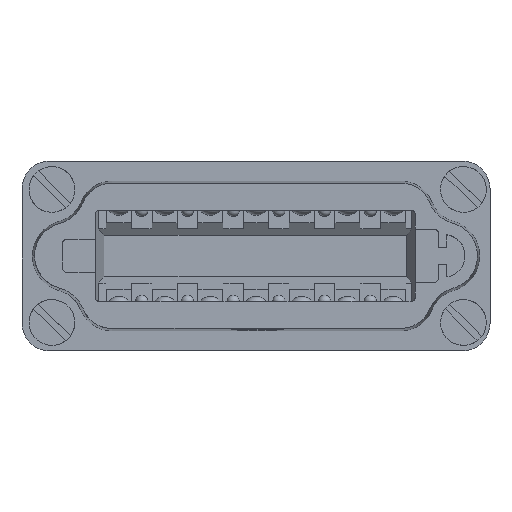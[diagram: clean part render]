
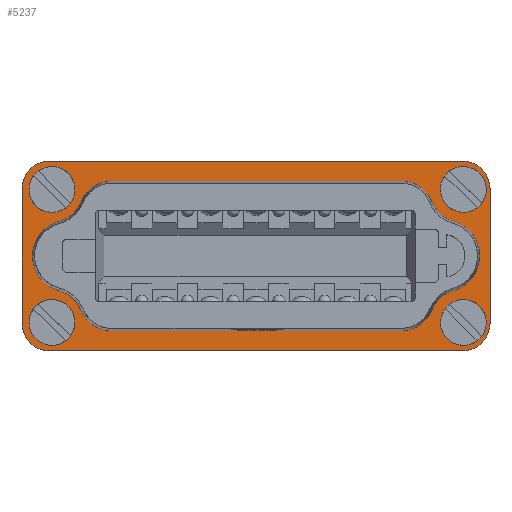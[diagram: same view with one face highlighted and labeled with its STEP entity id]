
A CAD part, top view. The second image highlights one B-rep face of the part: STEP entity #5237.
In plain terms, the highlighted planar face has unit normal (0, 0, 1).
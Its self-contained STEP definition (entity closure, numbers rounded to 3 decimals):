
#5237=ADVANCED_FACE('',(#5942,#5943,#5944,#5945,#5946,#5947),#5732,.T.);
#5732=PLANE('',#17993);
#5942=FACE_BOUND('',#6587,.T.);
#5943=FACE_BOUND('',#6588,.T.);
#5944=FACE_BOUND('',#6589,.T.);
#5945=FACE_BOUND('',#6590,.T.);
#5946=FACE_BOUND('',#6591,.T.);
#5947=FACE_BOUND('',#6592,.T.);
#6587=EDGE_LOOP('',(#9233));
#6588=EDGE_LOOP('',(#9234));
#6589=EDGE_LOOP('',(#9235));
#6590=EDGE_LOOP('',(#9236));
#6591=EDGE_LOOP('',(#9237,#9238,#9239,#9240,#9241,#9242,#9243,#9244,#9245,
#9246,#9247,#9248,#9249));
#6592=EDGE_LOOP('',(#9250,#9251,#9252,#9253,#9254,#9255,#9256,#9257));
#9233=ORIENTED_EDGE('',*,*,#12773,.F.);
#9234=ORIENTED_EDGE('',*,*,#12774,.F.);
#9235=ORIENTED_EDGE('',*,*,#12775,.F.);
#9236=ORIENTED_EDGE('',*,*,#12776,.F.);
#9237=ORIENTED_EDGE('',*,*,#12482,.T.);
#9238=ORIENTED_EDGE('',*,*,#12478,.T.);
#9239=ORIENTED_EDGE('',*,*,#12476,.T.);
#9240=ORIENTED_EDGE('',*,*,#11564,.T.);
#9241=ORIENTED_EDGE('',*,*,#12473,.T.);
#9242=ORIENTED_EDGE('',*,*,#12471,.T.);
#9243=ORIENTED_EDGE('',*,*,#12467,.T.);
#9244=ORIENTED_EDGE('',*,*,#12464,.T.);
#9245=ORIENTED_EDGE('',*,*,#12461,.T.);
#9246=ORIENTED_EDGE('',*,*,#12459,.T.);
#9247=ORIENTED_EDGE('',*,*,#12456,.T.);
#9248=ORIENTED_EDGE('',*,*,#12453,.T.);
#9249=ORIENTED_EDGE('',*,*,#12484,.T.);
#9250=ORIENTED_EDGE('',*,*,#12772,.T.);
#9251=ORIENTED_EDGE('',*,*,#12758,.T.);
#9252=ORIENTED_EDGE('',*,*,#12761,.T.);
#9253=ORIENTED_EDGE('',*,*,#12764,.T.);
#9254=ORIENTED_EDGE('',*,*,#12765,.F.);
#9255=ORIENTED_EDGE('',*,*,#12752,.T.);
#9256=ORIENTED_EDGE('',*,*,#12749,.T.);
#9257=ORIENTED_EDGE('',*,*,#12745,.T.);
#10421=VERTEX_POINT('',#22146);
#10422=VERTEX_POINT('',#22148);
#11065=VERTEX_POINT('',#24313);
#11066=VERTEX_POINT('',#24315);
#11068=VERTEX_POINT('',#24326);
#11070=VERTEX_POINT('',#24334);
#11071=VERTEX_POINT('',#24343);
#11073=VERTEX_POINT('',#24356);
#11075=VERTEX_POINT('',#24370);
#11078=VERTEX_POINT('',#24378);
#11080=VERTEX_POINT('',#24389);
#11081=VERTEX_POINT('',#24400);
#11084=VERTEX_POINT('',#24421);
#11223=VERTEX_POINT('',#25307);
#11224=VERTEX_POINT('',#25308);
#11227=VERTEX_POINT('',#25316);
#11229=VERTEX_POINT('',#25322);
#11232=VERTEX_POINT('',#25329);
#11234=VERTEX_POINT('',#25333);
#11236=VERTEX_POINT('',#25339);
#11238=VERTEX_POINT('',#25345);
#11243=VERTEX_POINT('',#25364);
#11244=VERTEX_POINT('',#25366);
#11245=VERTEX_POINT('',#25368);
#11246=VERTEX_POINT('',#25370);
#11564=EDGE_CURVE('',#10422,#10421,#14266,.T.);
#12453=EDGE_CURVE('',#11066,#11065,#13643,.T.);
#12456=EDGE_CURVE('',#11068,#11066,#14854,.T.);
#12459=EDGE_CURVE('',#11070,#11068,#13644,.T.);
#12461=EDGE_CURVE('',#11071,#11070,#13645,.T.);
#12464=EDGE_CURVE('',#11073,#11071,#13646,.T.);
#12467=EDGE_CURVE('',#11075,#11073,#13647,.T.);
#12471=EDGE_CURVE('',#11078,#11075,#13650,.T.);
#12473=EDGE_CURVE('',#10421,#11078,#13651,.T.);
#12476=EDGE_CURVE('',#11080,#10422,#13653,.T.);
#12478=EDGE_CURVE('',#11081,#11080,#13654,.T.);
#12482=EDGE_CURVE('',#11084,#11081,#13655,.T.);
#12484=EDGE_CURVE('',#11065,#11084,#13656,.T.);
#12745=EDGE_CURVE('',#11223,#11224,#13746,.T.);
#12749=EDGE_CURVE('',#11227,#11223,#15002,.T.);
#12752=EDGE_CURVE('',#11229,#11227,#13748,.T.);
#12758=EDGE_CURVE('',#11232,#11234,#13751,.T.);
#12761=EDGE_CURVE('',#11234,#11236,#15010,.T.);
#12764=EDGE_CURVE('',#11236,#11238,#13753,.T.);
#12765=EDGE_CURVE('',#11229,#11238,#15012,.T.);
#12772=EDGE_CURVE('',#11224,#11232,#15015,.T.);
#12773=EDGE_CURVE('',#11243,#11243,#13758,.T.);
#12774=EDGE_CURVE('',#11244,#11244,#13759,.T.);
#12775=EDGE_CURVE('',#11245,#11245,#13760,.T.);
#12776=EDGE_CURVE('',#11246,#11246,#13761,.T.);
#13643=CIRCLE('',#17750,4.);
#13644=CIRCLE('',#17752,4.);
#13645=CIRCLE('',#17753,4.);
#13646=CIRCLE('',#17754,4.316);
#13647=CIRCLE('',#17755,4.316);
#13650=CIRCLE('',#17759,4.);
#13651=CIRCLE('',#17761,4.);
#13653=CIRCLE('',#17764,4.);
#13654=CIRCLE('',#17765,4.);
#13655=CIRCLE('',#17766,4.328);
#13656=CIRCLE('',#17767,4.);
#13746=CIRCLE('',#17968,3.3);
#13748=CIRCLE('',#17972,3.3);
#13751=CIRCLE('',#17976,3.3);
#13753=CIRCLE('',#17980,3.3);
#13758=CIRCLE('',#17989,2.6);
#13759=CIRCLE('',#17990,2.6);
#13760=CIRCLE('',#17991,2.6);
#13761=CIRCLE('',#17992,2.6);
#14266=LINE('',#22147,#15368);
#14854=LINE('',#24325,#15956);
#15002=LINE('',#25315,#16104);
#15010=LINE('',#25340,#16112);
#15012=LINE('',#25348,#16114);
#15015=LINE('',#25361,#16117);
#15368=VECTOR('',#18522,1.);
#15956=VECTOR('',#20114,1.);
#16104=VECTOR('',#20706,1.);
#16112=VECTOR('',#20728,1.);
#16114=VECTOR('',#20738,1.);
#16117=VECTOR('',#20753,1.);
#17750=AXIS2_PLACEMENT_3D('',#24314,#20110,#20111);
#17752=AXIS2_PLACEMENT_3D('',#24333,#20118,#20119);
#17753=AXIS2_PLACEMENT_3D('',#24342,#20121,#20122);
#17754=AXIS2_PLACEMENT_3D('',#24355,#20124,#20125);
#17755=AXIS2_PLACEMENT_3D('',#24369,#20126,#20127);
#17759=AXIS2_PLACEMENT_3D('',#24377,#20135,#20136);
#17761=AXIS2_PLACEMENT_3D('',#24381,#20140,#20141);
#17764=AXIS2_PLACEMENT_3D('',#24388,#20146,#20147);
#17765=AXIS2_PLACEMENT_3D('',#24399,#20149,#20150);
#17766=AXIS2_PLACEMENT_3D('',#24420,#20152,#20153);
#17767=AXIS2_PLACEMENT_3D('',#24433,#20155,#20156);
#17968=AXIS2_PLACEMENT_3D('',#25306,#20698,#20699);
#17972=AXIS2_PLACEMENT_3D('',#25321,#20711,#20712);
#17976=AXIS2_PLACEMENT_3D('',#25334,#20722,#20723);
#17980=AXIS2_PLACEMENT_3D('',#25346,#20734,#20735);
#17989=AXIS2_PLACEMENT_3D('',#25363,#20756,#20757);
#17990=AXIS2_PLACEMENT_3D('',#25365,#20758,#20759);
#17991=AXIS2_PLACEMENT_3D('',#25367,#20760,#20761);
#17992=AXIS2_PLACEMENT_3D('',#25369,#20762,#20763);
#17993=AXIS2_PLACEMENT_3D('',#25371,#20764,#20765);
#18522=DIRECTION('',(-1.,0.,0.));
#20110=DIRECTION('',(0.,0.,-1.));
#20111=DIRECTION('',(0.,1.,0.));
#20114=DIRECTION('',(1.,0.,0.));
#20118=DIRECTION('',(0.,0.,-1.));
#20119=DIRECTION('',(-0.927,0.375,0.));
#20121=DIRECTION('',(0.,0.,1.));
#20122=DIRECTION('',(0.26,-0.966,0.));
#20124=DIRECTION('',(0.,0.,-1.));
#20125=DIRECTION('',(-1.,0.006,0.));
#20126=DIRECTION('',(0.,0.,-1.));
#20127=DIRECTION('',(-0.26,-0.966,0.));
#20135=DIRECTION('',(0.,0.,1.));
#20136=DIRECTION('',(0.927,0.376,0.));
#20140=DIRECTION('',(0.,0.,-1.));
#20141=DIRECTION('',(0.,-1.,0.));
#20146=DIRECTION('',(0.,0.,-1.));
#20147=DIRECTION('',(0.927,-0.375,0.));
#20149=DIRECTION('',(0.,0.,1.));
#20150=DIRECTION('',(-0.323,0.946,0.));
#20152=DIRECTION('',(0.,0.,-1.));
#20153=DIRECTION('',(0.228,0.974,0.));
#20155=DIRECTION('',(0.,0.,1.));
#20156=DIRECTION('',(-0.927,-0.375,0.));
#20698=DIRECTION('',(0.,0.,1.));
#20699=DIRECTION('',(0.,1.,0.));
#20706=DIRECTION('',(-1.,0.,0.));
#20711=DIRECTION('',(0.,0.,1.));
#20712=DIRECTION('',(1.,0.,0.));
#20722=DIRECTION('',(0.,0.,1.));
#20723=DIRECTION('',(-1.,0.,0.));
#20728=DIRECTION('',(1.,0.,0.));
#20734=DIRECTION('',(0.,0.,1.));
#20735=DIRECTION('',(0.,-1.,0.));
#20738=DIRECTION('',(0.,-1.,0.));
#20753=DIRECTION('',(0.,-1.,0.));
#20756=DIRECTION('',(0.,0.,1.));
#20757=DIRECTION('',(1.,0.,0.));
#20758=DIRECTION('',(0.,0.,1.));
#20759=DIRECTION('',(1.,0.,0.));
#20760=DIRECTION('',(0.,0.,1.));
#20761=DIRECTION('',(1.,0.,0.));
#20762=DIRECTION('',(0.,0.,1.));
#20763=DIRECTION('',(1.,0.,0.));
#20764=DIRECTION('',(0.,0.,1.));
#20765=DIRECTION('',(1.,0.,0.));
#22146=CARTESIAN_POINT('',(-17.334,-9.,2.));
#22147=CARTESIAN_POINT('',(17.434,-9.,2.));
#22148=CARTESIAN_POINT('',(17.434,-9.,2.));
#24313=CARTESIAN_POINT('',(21.142,6.5,2.));
#24314=CARTESIAN_POINT('',(17.434,5.,2.));
#24315=CARTESIAN_POINT('',(17.434,9.,2.));
#24325=CARTESIAN_POINT('',(-17.334,9.,2.));
#24326=CARTESIAN_POINT('',(-17.334,9.,2.));
#24333=CARTESIAN_POINT('',(-17.334,5.,2.));
#24334=CARTESIAN_POINT('',(-21.042,6.5,2.));
#24342=CARTESIAN_POINT('',(-24.749,8.002,2.));
#24343=CARTESIAN_POINT('',(-23.708,4.14,2.));
#24355=CARTESIAN_POINT('',(-22.584,-0.027,2.));
#24356=CARTESIAN_POINT('',(-26.9,0.,2.));
#24369=CARTESIAN_POINT('',(-22.584,0.027,2.));
#24370=CARTESIAN_POINT('',(-23.708,-4.14,2.));
#24377=CARTESIAN_POINT('',(-24.749,-8.002,2.));
#24378=CARTESIAN_POINT('',(-21.042,-6.5,2.));
#24381=CARTESIAN_POINT('',(-17.334,-5.,2.));
#24388=CARTESIAN_POINT('',(17.434,-5.,2.));
#24389=CARTESIAN_POINT('',(21.142,-6.5,2.));
#24399=CARTESIAN_POINT('',(24.85,-8.,2.));
#24400=CARTESIAN_POINT('',(23.558,-4.214,2.));
#24420=CARTESIAN_POINT('',(22.572,0.,2.));
#24421=CARTESIAN_POINT('',(23.558,4.214,2.));
#24433=CARTESIAN_POINT('',(24.85,8.,2.));
#25306=CARTESIAN_POINT('',(-24.85,8.1,2.));
#25307=CARTESIAN_POINT('',(-24.85,11.4,2.));
#25308=CARTESIAN_POINT('',(-28.15,8.1,2.));
#25315=CARTESIAN_POINT('',(24.85,11.4,2.));
#25316=CARTESIAN_POINT('',(24.85,11.4,2.));
#25321=CARTESIAN_POINT('',(24.85,8.1,2.));
#25322=CARTESIAN_POINT('',(28.15,8.1,2.));
#25329=CARTESIAN_POINT('',(-28.15,-8.1,2.));
#25333=CARTESIAN_POINT('',(-24.85,-11.4,2.));
#25334=CARTESIAN_POINT('',(-24.85,-8.1,2.));
#25339=CARTESIAN_POINT('',(24.85,-11.4,2.));
#25340=CARTESIAN_POINT('',(-24.85,-11.4,2.));
#25345=CARTESIAN_POINT('',(28.15,-8.1,2.));
#25346=CARTESIAN_POINT('',(24.85,-8.1,2.));
#25348=CARTESIAN_POINT('',(28.15,8.1,2.));
#25361=CARTESIAN_POINT('',(-28.15,8.1,2.));
#25363=CARTESIAN_POINT('',(24.95,-8.,2.));
#25364=CARTESIAN_POINT('',(27.55,-8.,2.));
#25365=CARTESIAN_POINT('',(-24.55,-8.,2.));
#25366=CARTESIAN_POINT('',(-21.95,-8.,2.));
#25367=CARTESIAN_POINT('',(24.95,8.,2.));
#25368=CARTESIAN_POINT('',(27.55,8.,2.));
#25369=CARTESIAN_POINT('',(-24.55,8.,2.));
#25370=CARTESIAN_POINT('',(-21.95,8.,2.));
#25371=CARTESIAN_POINT('',(-29.758,-12.17,2.));
